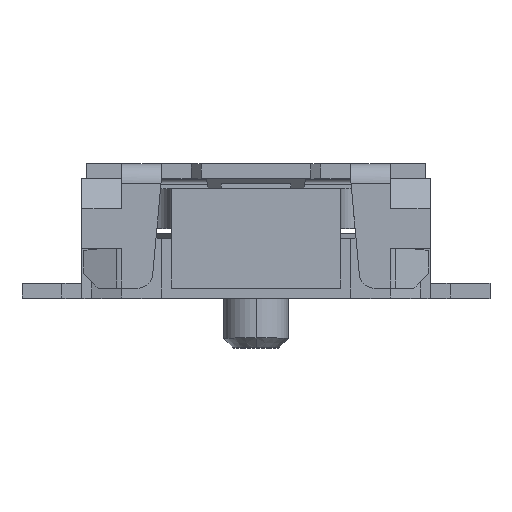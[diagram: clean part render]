
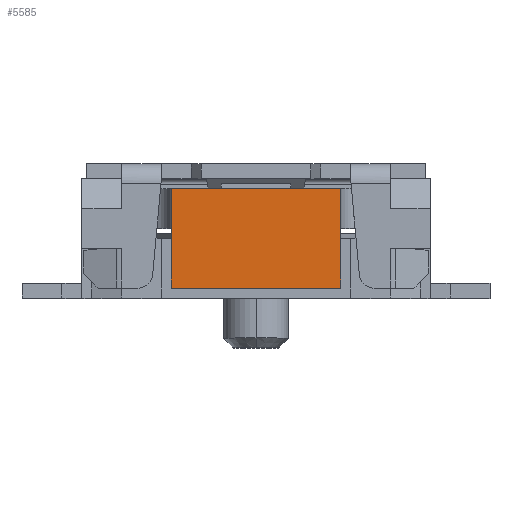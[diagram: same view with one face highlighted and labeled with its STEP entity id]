
A CAD part, top view. The second image highlights one B-rep face of the part: STEP entity #5585.
In plain terms, the highlighted planar face has unit normal (0, 0, 1).
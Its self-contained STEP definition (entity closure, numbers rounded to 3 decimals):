
#17 = EDGE_CURVE ( 'NONE', #10233, #3361, #9179, .T. ) ;
#386 = ORIENTED_EDGE ( 'NONE', *, *, #9403, .T. ) ;
#1473 = PLANE ( 'NONE',  #8595 ) ;
#2136 = EDGE_CURVE ( 'NONE', #10229, #3361, #8025, .T. ) ;
#2621 = LINE ( 'NONE', #6217, #9758 ) ;
#3361 = VERTEX_POINT ( 'NONE', #7941 ) ;
#3739 = CARTESIAN_POINT ( 'NONE',  ( 0.85, 0.15, 2.1 ) ) ;
#3769 = CARTESIAN_POINT ( 'NONE',  ( 0.85, 1.15, 2.1 ) ) ;
#4228 = VERTEX_POINT ( 'NONE', #3769 ) ;
#4696 = DIRECTION ( 'NONE',  ( 0., -1., 0. ) ) ;
#5116 = FACE_OUTER_BOUND ( 'NONE', #9438, .T. ) ;
#5585 = ADVANCED_FACE ( 'NONE', ( #5116 ), #1473, .T. ) ;
#6021 = LINE ( 'NONE', #9628, #8947 ) ;
#6217 = CARTESIAN_POINT ( 'NONE',  ( 0.85, 0.15, 2.1 ) ) ;
#6662 = CARTESIAN_POINT ( 'NONE',  ( 0., 0.65, 2.1 ) ) ;
#6727 = ORIENTED_EDGE ( 'NONE', *, *, #17, .T. ) ;
#7164 = DIRECTION ( 'NONE',  ( 0., 1., 0. ) ) ;
#7205 = CARTESIAN_POINT ( 'NONE',  ( 0.85, 0.15, 2.1 ) ) ;
#7912 = DIRECTION ( 'NONE',  ( -1., 0., 0. ) ) ;
#7941 = CARTESIAN_POINT ( 'NONE',  ( -0.85, 0.15, 2.1 ) ) ;
#8025 = LINE ( 'NONE', #7205, #11497 ) ;
#8351 = CARTESIAN_POINT ( 'NONE',  ( -0.85, 1.15, 2.1 ) ) ;
#8595 = AXIS2_PLACEMENT_3D ( 'NONE', #6662, #9486, #10249 ) ;
#8868 = ORIENTED_EDGE ( 'NONE', *, *, #2136, .F. ) ;
#8947 = VECTOR ( 'NONE', #11324, 1000. ) ;
#9179 = LINE ( 'NONE', #8351, #10854 ) ;
#9403 = EDGE_CURVE ( 'NONE', #4228, #10233, #6021, .T. ) ;
#9438 = EDGE_LOOP ( 'NONE', ( #6727, #8868, #11138, #386 ) ) ;
#9486 = DIRECTION ( 'NONE',  ( 0., 0., 1. ) ) ;
#9628 = CARTESIAN_POINT ( 'NONE',  ( 0.85, 1.15, 2.1 ) ) ;
#9758 = VECTOR ( 'NONE', #7164, 1000. ) ;
#10229 = VERTEX_POINT ( 'NONE', #3739 ) ;
#10233 = VERTEX_POINT ( 'NONE', #10933 ) ;
#10249 = DIRECTION ( 'NONE',  ( 1., 0., 0. ) ) ;
#10695 = EDGE_CURVE ( 'NONE', #10229, #4228, #2621, .T. ) ;
#10854 = VECTOR ( 'NONE', #4696, 1000. ) ;
#10933 = CARTESIAN_POINT ( 'NONE',  ( -0.85, 1.15, 2.1 ) ) ;
#11138 = ORIENTED_EDGE ( 'NONE', *, *, #10695, .T. ) ;
#11324 = DIRECTION ( 'NONE',  ( -1., 0., 0. ) ) ;
#11497 = VECTOR ( 'NONE', #7912, 1000. ) ;
